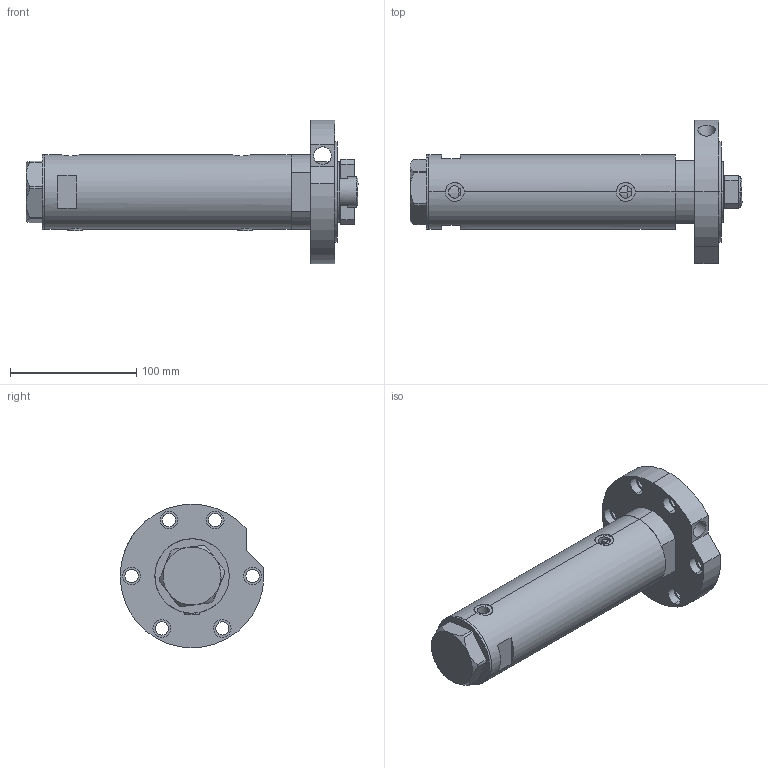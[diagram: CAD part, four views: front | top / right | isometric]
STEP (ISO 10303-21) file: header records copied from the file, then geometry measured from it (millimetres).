
FILE_DESCRIPTION (( 'STEP AP203' ), '1' );
FILE_NAME ('93c7.STEP', '2022-04-15T03:42:18', ( '' ), ( '' ), 'SwSTEP 2.0', 'SolidWorks 2019', '' );
FILE_SCHEMA (( 'CONFIG_CONTROL_DESIGN' ));
Length unit declared in the file: millimetre
Products named in the file (7): V270CG_VC 87ee41eecf5db23f70343524be2bcc3e; V270CG_RF211D 87ee41eecf5db23f70343524be2bcc3e; V270CG_FRONT 87ee41eecf5db23f70343524be2bcc3e; 93c7; V270CG_BACK 87ee41eecf5db23f70343524be2bcc3e; V270CG_RF211E 87ee41eecf5db23f70343524be2bcc3e; V270CG_MIDDLE 87ee41eecf5db23f70343524be2bcc3e
Assembly tree (7 placements, depth 2):
  93c7
    V270CG_MIDDLE 87ee41eecf5db23f70343524be2bcc3e
    V270CG_BACK 87ee41eecf5db23f70343524be2bcc3e
    V270CG_FRONT 87ee41eecf5db23f70343524be2bcc3e
    V270CG_VC 87ee41eecf5db23f70343524be2bcc3e
    V270CG_RF211D 87ee41eecf5db23f70343524be2bcc3e  x2
    V270CG_RF211E 87ee41eecf5db23f70343524be2bcc3e
Bounding box: 263.42 x 113.92 x 114 mm (x, y, z)
Volume: 733284.9 mm3; surface area: 157245.1 mm2
Topology: 7 solids, 7 shells, 210 faces, 497 edges, 315 vertices
Faces by surface type: cylinder 102, plane 88, cone 16, torus 4
Entity records: 7151 total; most frequent: CARTESIAN_POINT 1857, DIRECTION 1005, ORIENTED_EDGE 894, EDGE_CURVE 447, AXIS2_PLACEMENT_3D 404, VERTEX_POINT 283, EDGE_LOOP 238, CIRCLE 204
